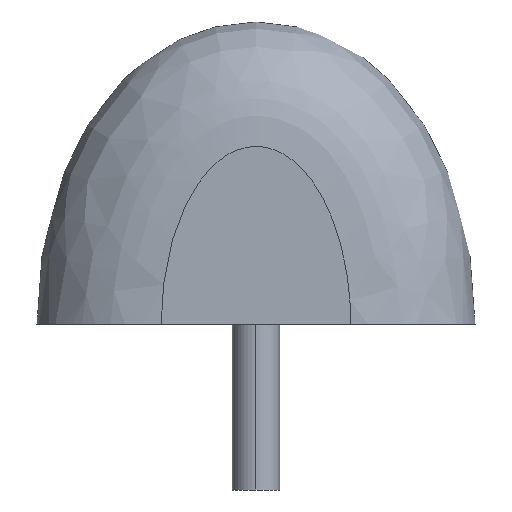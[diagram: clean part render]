
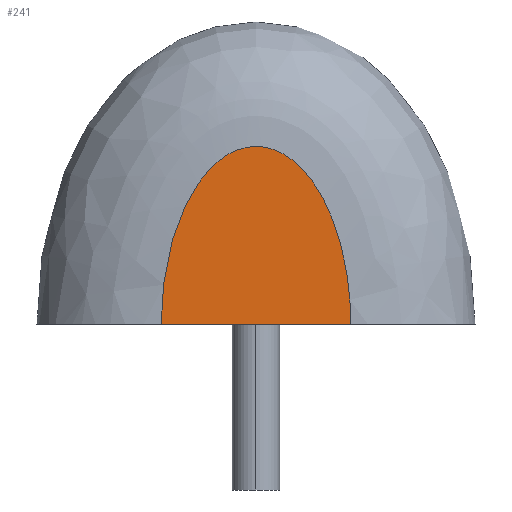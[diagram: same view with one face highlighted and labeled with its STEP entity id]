
A CAD part, left-side view. The second image highlights one B-rep face of the part: STEP entity #241.
In plain terms, the highlighted planar face has unit normal (-1, 0, 0).
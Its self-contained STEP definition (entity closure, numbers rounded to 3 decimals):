
#3 = CARTESIAN_POINT ( 'NONE',  ( -8.5, -15.307, 6.291 ) ) ;
#11 = CARTESIAN_POINT ( 'NONE',  ( -8.5, -4.512, 13.512 ) ) ;
#48 = CARTESIAN_POINT ( 'NONE',  ( -8.5, -7.001, 14.918 ) ) ;
#53 = CARTESIAN_POINT ( 'NONE',  ( -8.5, -15.76, 3.688 ) ) ;
#63 = EDGE_LOOP ( 'NONE', ( #439, #597 ) ) ;
#91 = CARTESIAN_POINT ( 'NONE',  ( -8.5, -6.026, 14.567 ) ) ;
#117 = VERTEX_POINT ( 'NONE', #677 ) ;
#122 = CARTESIAN_POINT ( 'NONE',  ( -8.5, -8.333, 15. ) ) ;
#125 = CARTESIAN_POINT ( 'NONE',  ( -8.5, -16., 0.833 ) ) ;
#151 = VECTOR ( 'NONE', #227, 1000. ) ;
#180 = CARTESIAN_POINT ( 'NONE',  ( -8.5, 0., 0. ) ) ;
#184 = LINE ( 'NONE', #283, #151 ) ;
#188 = CARTESIAN_POINT ( 'NONE',  ( -8.5, -9.974, 14.567 ) ) ;
#195 = CARTESIAN_POINT ( 'NONE',  ( -8.5, -0.24, 3.688 ) ) ;
#227 = DIRECTION ( 'NONE',  ( 0., 1., 0. ) ) ;
#237 = CARTESIAN_POINT ( 'NONE',  ( -8.5, -11.488, 13.512 ) ) ;
#241 = ADVANCED_FACE ( 'NONE', ( #270 ), #305, .T. ) ;
#248 = CARTESIAN_POINT ( 'NONE',  ( -8.5, -0.693, 6.291 ) ) ;
#270 = FACE_OUTER_BOUND ( 'NONE', #63, .T. ) ;
#283 = CARTESIAN_POINT ( 'NONE',  ( -8.5, 0., 0. ) ) ;
#287 = CARTESIAN_POINT ( 'NONE',  ( -8.5, -13.316, 11.364 ) ) ;
#291 = EDGE_CURVE ( 'NONE', #117, #631, #184, .T. ) ;
#295 = CARTESIAN_POINT ( 'NONE',  ( -8.5, -1.92, 9.8 ) ) ;
#305 = PLANE ( 'NONE',  #645 ) ;
#323 = EDGE_CURVE ( 'NONE', #631, #117, #560, .T. ) ;
#329 = CARTESIAN_POINT ( 'NONE',  ( -8.5, -14.827, 7.933 ) ) ;
#338 = CARTESIAN_POINT ( 'NONE',  ( -8.5, -5.093, 14.01 ) ) ;
#340 = CARTESIAN_POINT ( 'NONE',  ( -8.5, -3.682, 12.682 ) ) ;
#349 = DIRECTION ( 'NONE',  ( 0., 0., 1. ) ) ;
#380 = CARTESIAN_POINT ( 'NONE',  ( -8.5, -15.6, 4.712 ) ) ;
#434 = CARTESIAN_POINT ( 'NONE',  ( -8.5, -7.667, 15. ) ) ;
#436 = CARTESIAN_POINT ( 'NONE',  ( -8.5, -15.946, 2.193 ) ) ;
#439 = ORIENTED_EDGE ( 'NONE', *, *, #323, .F. ) ;
#459 = CARTESIAN_POINT ( 'NONE',  ( -8.5, 0., 500000. ) ) ;
#489 = CARTESIAN_POINT ( 'NONE',  ( -8.5, -8.999, 14.918 ) ) ;
#491 = CARTESIAN_POINT ( 'NONE',  ( -8.5, -16., 0. ) ) ;
#498 = CARTESIAN_POINT ( 'NONE',  ( -8.5, -0.054, 2.193 ) ) ;
#541 = CARTESIAN_POINT ( 'NONE',  ( -8.5, -10.907, 14.01 ) ) ;
#555 = CARTESIAN_POINT ( 'NONE',  ( -8.5, -0.4, 4.712 ) ) ;
#560 = B_SPLINE_CURVE_WITH_KNOTS ( 'NONE', 3,
 ( #180, #650, #498, #195, #555, #248, #605, #295, #651, #340, #11, #338, #91, #48, #434, #122, #489, #188, #541, #237, #594, #287, #640, #329, #3, #380, #53, #436, #125, #491 ),
 .UNSPECIFIED., .F., .F.,
 ( 4, 1, 2, 1, 2, 1, 2, 1, 1, 1, 2, 1, 1, 1, 2, 1, 2, 1, 2, 1, 4 ),
 ( 0., 0.083, 0.125, 0.167, 0.25, 0.313, 0.375, 0.406, 0.438, 0.469, 0.5, 0.531, 0.563, 0.594, 0.625, 0.688, 0.75, 0.833, 0.875, 0.917, 1. ),
 .UNSPECIFIED. ) ;
#594 = CARTESIAN_POINT ( 'NONE',  ( -8.5, -12.318, 12.682 ) ) ;
#597 = ORIENTED_EDGE ( 'NONE', *, *, #291, .F. ) ;
#605 = CARTESIAN_POINT ( 'NONE',  ( -8.5, -1.173, 7.933 ) ) ;
#631 = VERTEX_POINT ( 'NONE', #666 ) ;
#640 = CARTESIAN_POINT ( 'NONE',  ( -8.5, -14.08, 9.8 ) ) ;
#645 = AXIS2_PLACEMENT_3D ( 'NONE', #459, #663, #349 ) ;
#650 = CARTESIAN_POINT ( 'NONE',  ( -8.5, 0., 0.833 ) ) ;
#651 = CARTESIAN_POINT ( 'NONE',  ( -8.5, -2.684, 11.364 ) ) ;
#663 = DIRECTION ( 'NONE',  ( -1., 0., 0. ) ) ;
#666 = CARTESIAN_POINT ( 'NONE',  ( -8.5, 0., 0. ) ) ;
#677 = CARTESIAN_POINT ( 'NONE',  ( -8.5, -16., 0. ) ) ;
